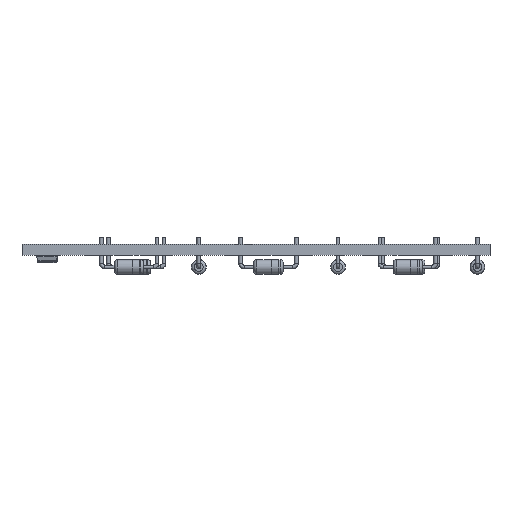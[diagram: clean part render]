
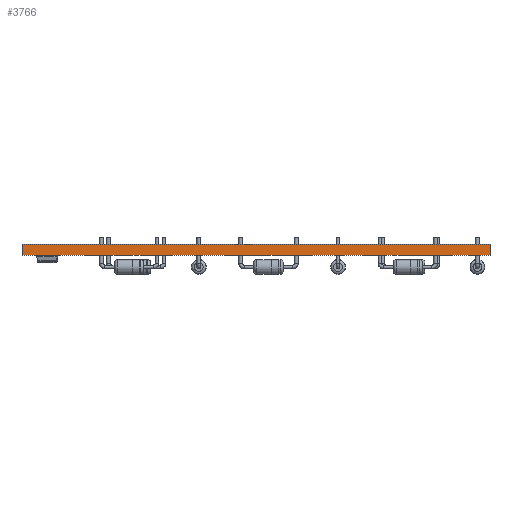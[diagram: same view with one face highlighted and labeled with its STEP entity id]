
A CAD part, front view. The second image highlights one B-rep face of the part: STEP entity #3766.
In plain terms, the highlighted planar face has unit normal (0, -1, 0).
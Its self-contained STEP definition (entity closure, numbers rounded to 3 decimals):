
#3766 = ADVANCED_FACE('',(#3767),#3801,.T.);
#3767 = FACE_BOUND('',#3768,.T.);
#3768 = EDGE_LOOP('',(#3769,#3779,#3787,#3795));
#3769 = ORIENTED_EDGE('',*,*,#3770,.T.);
#3770 = EDGE_CURVE('',#3771,#3773,#3775,.T.);
#3771 = VERTEX_POINT('',#3772);
#3772 = CARTESIAN_POINT('',(106.5,-153.3,0.));
#3773 = VERTEX_POINT('',#3774);
#3774 = CARTESIAN_POINT('',(106.5,-153.3,1.51));
#3775 = LINE('',#3776,#3777);
#3776 = CARTESIAN_POINT('',(106.5,-153.3,0.));
#3777 = VECTOR('',#3778,1.);
#3778 = DIRECTION('',(0.,0.,1.));
#3779 = ORIENTED_EDGE('',*,*,#3780,.T.);
#3780 = EDGE_CURVE('',#3773,#3781,#3783,.T.);
#3781 = VERTEX_POINT('',#3782);
#3782 = CARTESIAN_POINT('',(42.5,-153.3,1.51));
#3783 = LINE('',#3784,#3785);
#3784 = CARTESIAN_POINT('',(106.5,-153.3,1.51));
#3785 = VECTOR('',#3786,1.);
#3786 = DIRECTION('',(-1.,0.,0.));
#3787 = ORIENTED_EDGE('',*,*,#3788,.F.);
#3788 = EDGE_CURVE('',#3789,#3781,#3791,.T.);
#3789 = VERTEX_POINT('',#3790);
#3790 = CARTESIAN_POINT('',(42.5,-153.3,0.));
#3791 = LINE('',#3792,#3793);
#3792 = CARTESIAN_POINT('',(42.5,-153.3,0.));
#3793 = VECTOR('',#3794,1.);
#3794 = DIRECTION('',(0.,0.,1.));
#3795 = ORIENTED_EDGE('',*,*,#3796,.F.);
#3796 = EDGE_CURVE('',#3771,#3789,#3797,.T.);
#3797 = LINE('',#3798,#3799);
#3798 = CARTESIAN_POINT('',(106.5,-153.3,0.));
#3799 = VECTOR('',#3800,1.);
#3800 = DIRECTION('',(-1.,0.,0.));
#3801 = PLANE('',#3802);
#3802 = AXIS2_PLACEMENT_3D('',#3803,#3804,#3805);
#3803 = CARTESIAN_POINT('',(106.5,-153.3,0.));
#3804 = DIRECTION('',(0.,-1.,0.));
#3805 = DIRECTION('',(-1.,0.,0.));
